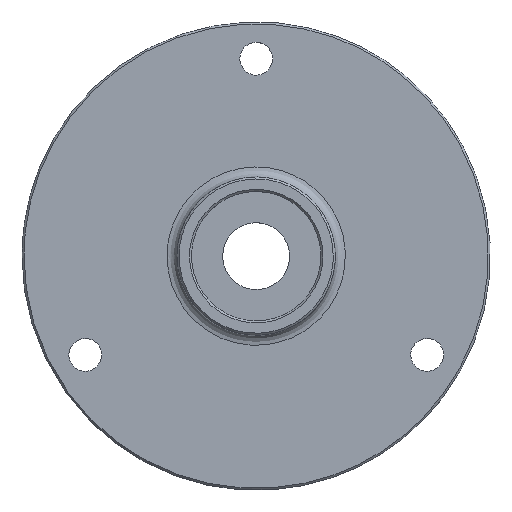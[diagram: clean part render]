
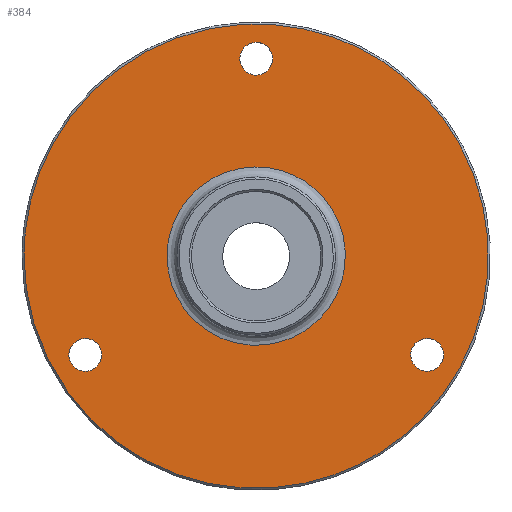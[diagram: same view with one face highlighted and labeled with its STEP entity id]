
A CAD part, top view. The second image highlights one B-rep face of the part: STEP entity #384.
In plain terms, the highlighted free-form (B-spline) face has degree [1, 1] with [2, 2] control points.
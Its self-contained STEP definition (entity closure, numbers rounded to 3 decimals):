
#21 = EDGE_CURVE('',#22,#22,#24,.T.);
#22 = VERTEX_POINT('',#23);
#23 = CARTESIAN_POINT('',(0.,64.862,
    21.012));
#24 = ( BOUNDED_CURVE() B_SPLINE_CURVE(2,(#25,#26,#27,#28,#29,#30,#31),
.UNSPECIFIED.,.T.,.F.) B_SPLINE_CURVE_WITH_KNOTS((1,2,2,2,2,1),(
    -2.094,0.,2.094,4.189,6.283,
8.378),.UNSPECIFIED.) CURVE() GEOMETRIC_REPRESENTATION_ITEM() 
RATIONAL_B_SPLINE_CURVE((1.,0.5,1.,0.5,1.,0.5,1.)) REPRESENTATION_ITEM(
  '') );
#25 = CARTESIAN_POINT('',(0.,64.862,
    21.012));
#26 = CARTESIAN_POINT('',(8.615,64.862,21.012
    ));
#27 = CARTESIAN_POINT('',(4.307,57.401,21.012
    ));
#28 = CARTESIAN_POINT('',(0.,49.94,
    21.012));
#29 = CARTESIAN_POINT('',(-4.307,57.401,
    21.012));
#30 = CARTESIAN_POINT('',(-8.615,64.862,
    21.012));
#31 = CARTESIAN_POINT('',(0.,64.862,
    21.012));
#69 = EDGE_CURVE('',#70,#70,#72,.T.);
#70 = VERTEX_POINT('',#71);
#71 = CARTESIAN_POINT('',(51.864,-24.97,
    21.012));
#72 = ( BOUNDED_CURVE() B_SPLINE_CURVE(2,(#73,#74,#75,#76,#77,#78,#79),
.UNSPECIFIED.,.T.,.F.) B_SPLINE_CURVE_WITH_KNOTS((1,2,2,2,2,1),(
    -2.094,0.,2.094,4.189,6.283,
8.378),.UNSPECIFIED.) CURVE() GEOMETRIC_REPRESENTATION_ITEM() 
RATIONAL_B_SPLINE_CURVE((1.,0.5,1.,0.5,1.,0.5,1.)) REPRESENTATION_ITEM(
  '') );
#73 = CARTESIAN_POINT('',(51.864,-24.97,
    21.012));
#74 = CARTESIAN_POINT('',(60.479,-24.97,21.012
    ));
#75 = CARTESIAN_POINT('',(56.172,-32.431,
    21.012));
#76 = CARTESIAN_POINT('',(51.864,-39.891,
    21.012));
#77 = CARTESIAN_POINT('',(47.557,-32.431,
    21.012));
#78 = CARTESIAN_POINT('',(43.25,-24.97,
    21.012));
#79 = CARTESIAN_POINT('',(51.864,-24.97,
    21.012));
#117 = EDGE_CURVE('',#118,#118,#120,.T.);
#118 = VERTEX_POINT('',#119);
#119 = CARTESIAN_POINT('',(-51.864,-24.97,
    21.012));
#120 = ( BOUNDED_CURVE() B_SPLINE_CURVE(2,(#121,#122,#123,#124,#125,#126
,#127),.UNSPECIFIED.,.T.,.F.) B_SPLINE_CURVE_WITH_KNOTS((1,2,2,2,2,1),(
    -2.094,0.,2.094,4.189,6.283,
8.378),.UNSPECIFIED.) CURVE() GEOMETRIC_REPRESENTATION_ITEM() 
RATIONAL_B_SPLINE_CURVE((1.,0.5,1.,0.5,1.,0.5,1.)) REPRESENTATION_ITEM(
  '') );
#121 = CARTESIAN_POINT('',(-51.864,-24.97,
    21.012));
#122 = CARTESIAN_POINT('',(-43.25,-24.97,
    21.012));
#123 = CARTESIAN_POINT('',(-47.557,-32.431,
    21.012));
#124 = CARTESIAN_POINT('',(-51.864,-39.891,
    21.012));
#125 = CARTESIAN_POINT('',(-56.172,-32.431,
    21.012));
#126 = CARTESIAN_POINT('',(-60.479,-24.97,
    21.012));
#127 = CARTESIAN_POINT('',(-51.864,-24.97,
    21.012));
#384 = ADVANCED_FACE('',(#385,#399,#413,#416,#419),#422,.T.);
#385 = FACE_BOUND('',#386,.T.);
#386 = EDGE_LOOP('',(#387));
#387 = ORIENTED_EDGE('',*,*,#388,.T.);
#388 = EDGE_CURVE('',#389,#389,#391,.T.);
#389 = VERTEX_POINT('',#390);
#390 = CARTESIAN_POINT('',(-70.444,0.,
    21.012));
#391 = ( BOUNDED_CURVE() B_SPLINE_CURVE(2,(#392,#393,#394,#395,#396,#397
,#398),.UNSPECIFIED.,.T.,.F.) B_SPLINE_CURVE_WITH_KNOTS((1,2,2,2,2,1),(
    -2.094,0.,2.094,4.189,6.283,
8.378),.UNSPECIFIED.) CURVE() GEOMETRIC_REPRESENTATION_ITEM() 
RATIONAL_B_SPLINE_CURVE((1.,0.5,1.,0.5,1.,0.5,1.)) REPRESENTATION_ITEM(
  '') );
#392 = CARTESIAN_POINT('',(-70.444,0.,
    21.012));
#393 = CARTESIAN_POINT('',(-70.444,-122.013,
    21.012));
#394 = CARTESIAN_POINT('',(35.222,-61.007,
    21.012));
#395 = CARTESIAN_POINT('',(140.889,0.,
    21.012));
#396 = CARTESIAN_POINT('',(35.222,61.007,
    21.012));
#397 = CARTESIAN_POINT('',(-70.444,122.013,
    21.012));
#398 = CARTESIAN_POINT('',(-70.444,0.,
    21.012));
#399 = FACE_BOUND('',#400,.T.);
#400 = EDGE_LOOP('',(#401));
#401 = ORIENTED_EDGE('',*,*,#402,.F.);
#402 = EDGE_CURVE('',#403,#403,#405,.T.);
#403 = VERTEX_POINT('',#404);
#404 = CARTESIAN_POINT('',(-27.051,0.,
    21.012));
#405 = ( BOUNDED_CURVE() B_SPLINE_CURVE(2,(#406,#407,#408,#409,#410,#411
,#412),.UNSPECIFIED.,.T.,.F.) B_SPLINE_CURVE_WITH_KNOTS((1,2,2,2,2,1),(
    -2.094,0.,2.094,4.189,6.283,
8.378),.UNSPECIFIED.) CURVE() GEOMETRIC_REPRESENTATION_ITEM() 
RATIONAL_B_SPLINE_CURVE((1.,0.5,1.,0.5,1.,0.5,1.)) REPRESENTATION_ITEM(
  '') );
#406 = CARTESIAN_POINT('',(-27.051,0.,
    21.012));
#407 = CARTESIAN_POINT('',(-27.051,-46.854,
    21.012));
#408 = CARTESIAN_POINT('',(13.526,-23.427,
    21.012));
#409 = CARTESIAN_POINT('',(54.102,0.,
    21.012));
#410 = CARTESIAN_POINT('',(13.526,23.427,
    21.012));
#411 = CARTESIAN_POINT('',(-27.051,46.854,
    21.012));
#412 = CARTESIAN_POINT('',(-27.051,0.,
    21.012));
#413 = FACE_BOUND('',#414,.T.);
#414 = EDGE_LOOP('',(#415));
#415 = ORIENTED_EDGE('',*,*,#21,.T.);
#416 = FACE_BOUND('',#417,.T.);
#417 = EDGE_LOOP('',(#418));
#418 = ORIENTED_EDGE('',*,*,#69,.T.);
#419 = FACE_BOUND('',#420,.T.);
#420 = EDGE_LOOP('',(#421));
#421 = ORIENTED_EDGE('',*,*,#117,.T.);
#422 = B_SPLINE_SURFACE_WITH_KNOTS('',1,1,(
    (#423,#424)
    ,(#425,#426
    )),.UNSPECIFIED.,.F.,.F.,.F.,(2,2),(2,2),(-69.4,69.4),(-69.4,69.4),
  .PIECEWISE_BEZIER_KNOTS.);
#423 = CARTESIAN_POINT('',(70.444,70.444,
    21.012));
#424 = CARTESIAN_POINT('',(70.444,-70.444,
    21.012));
#425 = CARTESIAN_POINT('',(-70.444,70.444,
    21.012));
#426 = CARTESIAN_POINT('',(-70.444,-70.444,
    21.012));
